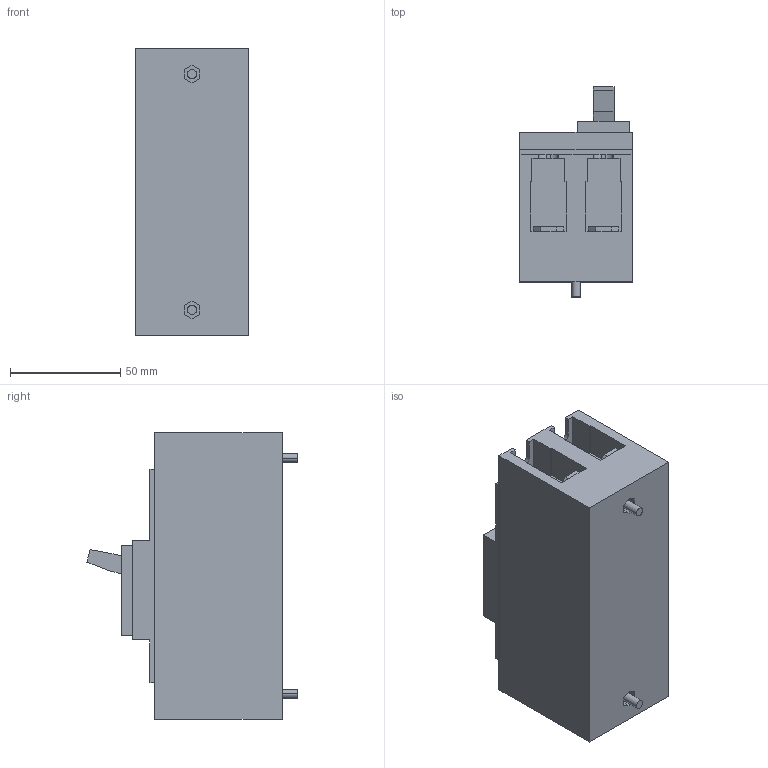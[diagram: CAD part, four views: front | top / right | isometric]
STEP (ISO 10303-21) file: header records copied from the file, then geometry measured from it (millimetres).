
FILE_DESCRIPTION(('CATIA V5 STEP Exchange'),'2;1');
FILE_NAME('1SDH001294R0016_1PA_001_00_A1_2p_F.stp','2014-12-04T15:40:53+00:00',('none'),('none'),'CATIA Version 5 Release 20 SP 1 (IN-10)','CATIA V5 STEP AP214','none');
FILE_SCHEMA(('AUTOMOTIVE_DESIGN { 1 0 10303 214 1 1 1 1 }'));
Length unit declared in the file: millimetre
Products named in the file (1): 1SDH001294R0016_1PA_001_00_A1_2p_F
Bounding box: 50.8 x 95.38 x 130 mm (x, y, z)
Volume: 386101.5 mm3; surface area: 49939.1 mm2
Topology: 1 solids, 1 shells, 169 faces, 452 edges, 294 vertices
Faces by surface type: plane 137, cylinder 32
Entity records: 5944 total; most frequent: ORIENTED_EDGE 904, CARTESIAN_POINT 846, DIRECTION 650, EDGE_CURVE 452, VECTOR 388, LINE 388, VERTEX_POINT 294, EDGE_LOOP 190
